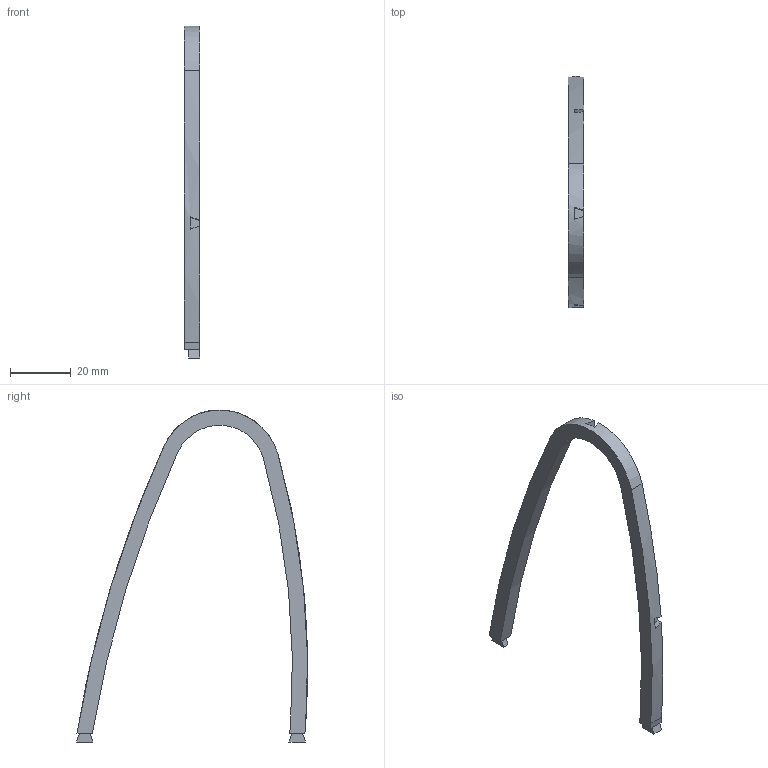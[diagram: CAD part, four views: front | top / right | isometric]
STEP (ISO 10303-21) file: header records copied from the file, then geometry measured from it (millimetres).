
FILE_DESCRIPTION(/* description */ (''),/* implementation_level */ '2;1');
FILE_NAME(/* name */ '7d22a7e8-05fb-45ad-a7c0-4a77bf73f265.stp',/* time_stamp */ '2019-01-08T13:35:00+00:00',/* author */ (''),/* organization */ (''),/* preprocessor_version */ 'ST-DEVELOPER v17.2',/* originating_system */ 'Autodesk Translation Framework v7.6.0.251',/* authorisation */ '');
FILE_SCHEMA (('AUTOMOTIVE_DESIGN { 1 0 10303 214 3 1 1 }'));
Length unit declared in the file: millimetre
Products named in the file (1): body side right front
Bounding box: 5 x 76.09 x 109.27 mm (x, y, z)
Volume: 5842.6 mm3; surface area: 4854.8 mm2
Topology: 1 solids, 1 shells, 36 faces, 99 edges, 66 vertices
Faces by surface type: plane 30, cylinder 6
Entity records: 1180 total; most frequent: CARTESIAN_POINT 202, ORIENTED_EDGE 198, DIRECTION 197, EDGE_CURVE 99, LINE 75, VECTOR 75, VERTEX_POINT 66, AXIS2_PLACEMENT_3D 61
